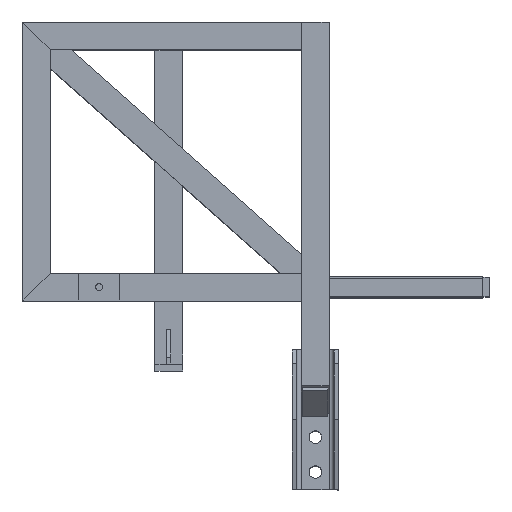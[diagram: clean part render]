
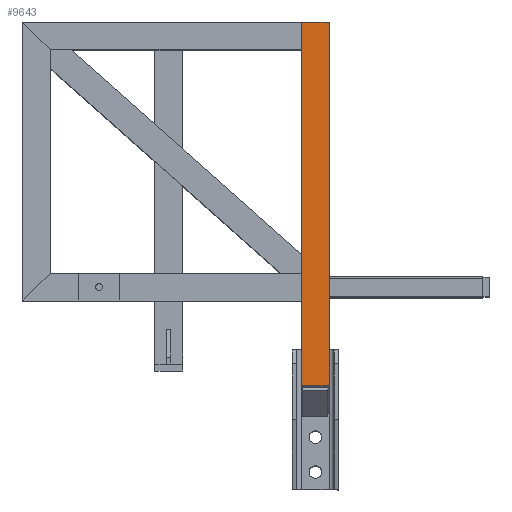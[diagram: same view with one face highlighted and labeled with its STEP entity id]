
A CAD part, top view. The second image highlights one B-rep face of the part: STEP entity #9643.
In plain terms, the highlighted planar face has unit normal (0, 0, 1).
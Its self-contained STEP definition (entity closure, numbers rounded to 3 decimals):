
#589 = EDGE_CURVE ( 'NONE', #5518, #10537, #1018, .T. ) ;
#1018 = LINE ( 'NONE', #9854, #9663 ) ;
#1315 = VECTOR ( 'NONE', #11589, 1000. ) ;
#1438 = EDGE_CURVE ( 'NONE', #5518, #7571, #2261, .T. ) ;
#1971 = LINE ( 'NONE', #10587, #1315 ) ;
#2261 = LINE ( 'NONE', #12916, #8666 ) ;
#2682 = EDGE_LOOP ( 'NONE', ( #10571, #11737, #3496, #9104 ) ) ;
#2870 = CARTESIAN_POINT ( 'NONE',  ( 10., 310., 132.5 ) ) ;
#3496 = ORIENTED_EDGE ( 'NONE', *, *, #589, .F. ) ;
#4663 = DIRECTION ( 'NONE',  ( 1., 0., 0. ) ) ;
#4968 = LINE ( 'NONE', #6378, #11056 ) ;
#5397 = DIRECTION ( 'NONE',  ( 0., -1., 0. ) ) ;
#5518 = VERTEX_POINT ( 'NONE', #10730 ) ;
#5948 = DIRECTION ( 'NONE',  ( 0., -1., 0. ) ) ;
#6266 = DIRECTION ( 'NONE',  ( -1., 0., 0. ) ) ;
#6378 = CARTESIAN_POINT ( 'NONE',  ( 10., 310., 132.5 ) ) ;
#6887 = CARTESIAN_POINT ( 'NONE',  ( 10., 49.243, 132.5 ) ) ;
#7571 = VERTEX_POINT ( 'NONE', #8608 ) ;
#8284 = CARTESIAN_POINT ( 'NONE',  ( 6., 310., 132.5 ) ) ;
#8311 = EDGE_CURVE ( 'NONE', #7571, #12188, #1971, .T. ) ;
#8608 = CARTESIAN_POINT ( 'NONE',  ( -10., 49.243, 132.5 ) ) ;
#8666 = VECTOR ( 'NONE', #5948, 1000. ) ;
#8979 = AXIS2_PLACEMENT_3D ( 'NONE', #8284, #12383, #6266 ) ;
#9104 = ORIENTED_EDGE ( 'NONE', *, *, #1438, .T. ) ;
#9643 = ADVANCED_FACE ( 'NONE', ( #12050 ), #12298, .F. ) ;
#9663 = VECTOR ( 'NONE', #4663, 1000. ) ;
#9854 = CARTESIAN_POINT ( 'NONE',  ( 6., 310., 132.5 ) ) ;
#10537 = VERTEX_POINT ( 'NONE', #2870 ) ;
#10571 = ORIENTED_EDGE ( 'NONE', *, *, #8311, .T. ) ;
#10587 = CARTESIAN_POINT ( 'NONE',  ( 0., 49.243, 132.5 ) ) ;
#10730 = CARTESIAN_POINT ( 'NONE',  ( -10., 310., 132.5 ) ) ;
#11056 = VECTOR ( 'NONE', #5397, 1000. ) ;
#11589 = DIRECTION ( 'NONE',  ( 1., 0., 0. ) ) ;
#11737 = ORIENTED_EDGE ( 'NONE', *, *, #12522, .F. ) ;
#12050 = FACE_OUTER_BOUND ( 'NONE', #2682, .T. ) ;
#12188 = VERTEX_POINT ( 'NONE', #6887 ) ;
#12298 = PLANE ( 'NONE',  #8979 ) ;
#12383 = DIRECTION ( 'NONE',  ( 0., 0., -1. ) ) ;
#12522 = EDGE_CURVE ( 'NONE', #10537, #12188, #4968, .T. ) ;
#12916 = CARTESIAN_POINT ( 'NONE',  ( -10., 310., 132.5 ) ) ;
